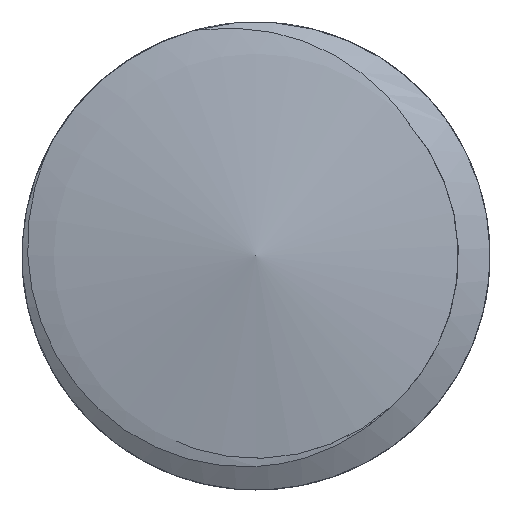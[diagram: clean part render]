
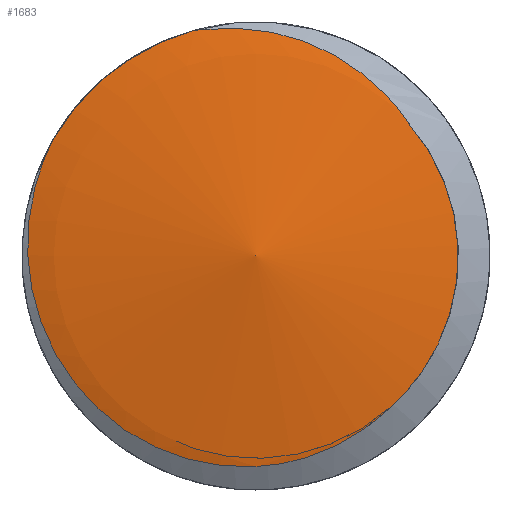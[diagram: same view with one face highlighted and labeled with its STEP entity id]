
A CAD part, left-side view. The second image highlights one B-rep face of the part: STEP entity #1683.
In plain terms, the highlighted toroidal (fillet/blend) face has major radius 2.255 mm and minor radius 32.108 mm.
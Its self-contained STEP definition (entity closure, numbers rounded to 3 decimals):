
#72 = CARTESIAN_POINT ( 'NONE',  ( 0.795, -4.656, 2.314 ) ) ;
#341 = CARTESIAN_POINT ( 'NONE',  ( 1., 5.205, 2.985 ) ) ;
#394 = ORIENTED_EDGE ( 'NONE', *, *, #7224, .F. ) ;
#505 = CARTESIAN_POINT ( 'NONE',  ( 0.946, 5.684, -1.173 ) ) ;
#554 = CARTESIAN_POINT ( 'NONE',  ( 0.813, -2.403, -4.692 ) ) ;
#603 = CARTESIAN_POINT ( 'NONE',  ( 0.795, -3.887, 3.437 ) ) ;
#639 = CARTESIAN_POINT ( 'NONE',  ( 0.795, -4.932, -1.645 ) ) ;
#739 = CARTESIAN_POINT ( 'NONE',  ( 0.795, -4.314, 2.902 ) ) ;
#787 = CARTESIAN_POINT ( 'NONE',  ( 0.795, -5.096, 1.03 ) ) ;
#1220 = CARTESIAN_POINT ( 'NONE',  ( 0.942, 5.592, -1.49 ) ) ;
#1268 = CARTESIAN_POINT ( 'NONE',  ( 0.904, 4.014, -3.959 ) ) ;
#1318 = CARTESIAN_POINT ( 'NONE',  ( 0.828, -3.222, 4.246 ) ) ;
#1352 = VERTEX_POINT ( 'NONE', #6263 ) ;
#1405 = CIRCLE ( 'NONE', #7005, 6. ) ;
#1416 = CARTESIAN_POINT ( 'NONE',  ( 0.906, -1.258, 5.501 ) ) ;
#1683 = ADVANCED_FACE ( 'NONE', ( #6424 ), #3236, .T. ) ;
#1981 = CARTESIAN_POINT ( 'NONE',  ( 0.965, 0.529, 5.865 ) ) ;
#2126 = CARTESIAN_POINT ( 'NONE',  ( 0.862, -2.415, 4.907 ) ) ;
#2212 = CARTESIAN_POINT ( 'NONE',  ( 0.795, -4.334, -2.873 ) ) ;
#2641 = CARTESIAN_POINT ( 'NONE',  ( 0.92, 4.874, -2.962 ) ) ;
#2688 = CARTESIAN_POINT ( 'NONE',  ( 0.831, -1.194, -5.211 ) ) ;
#2737 = CARTESIAN_POINT ( 'NONE',  ( 0.931, -0.508, 5.721 ) ) ;
#2771 = DIRECTION ( 'NONE',  ( 0., 0., 1. ) ) ;
#2784 = CARTESIAN_POINT ( 'NONE',  ( 0.856, 0.761, -5.396 ) ) ;
#2833 = CARTESIAN_POINT ( 'NONE',  ( 0.914, -1.013, 5.586 ) ) ;
#2963 = DIRECTION ( 'NONE',  ( 0., 0., 1. ) ) ;
#2969 = CARTESIAN_POINT ( 'NONE',  ( 0.795, -5.199, 0.022 ) ) ;
#3198 = EDGE_LOOP ( 'NONE', ( #4344, #394, #7709, #8233 ) ) ;
#3236 = TOROIDAL_SURFACE ( 'NONE', #8553, -2.255, 32.107 ) ;
#3404 = CARTESIAN_POINT ( 'NONE',  ( 0.878, 2.356, -5.011 ) ) ;
#3451 = CARTESIAN_POINT ( 'NONE',  ( 0.958, 5.847, -0.206 ) ) ;
#3532 = CARTESIAN_POINT ( 'NONE',  ( 0.795, -4.813, -1.967 ) ) ;
#3544 = CARTESIAN_POINT ( 'NONE',  ( 0.795, -3.437, -3.887 ) ) ;
#3594 = CARTESIAN_POINT ( 'NONE',  ( 0.839, -0.554, -5.352 ) ) ;
#4113 = CARTESIAN_POINT ( 'NONE',  ( 0.882, 2.656, -4.879 ) ) ;
#4163 = CARTESIAN_POINT ( 'NONE',  ( 0.891, 3.232, -4.56 ) ) ;
#4212 = CARTESIAN_POINT ( 'NONE',  ( 0.895, 3.508, -4.373 ) ) ;
#4290 = DIRECTION ( 'NONE',  ( -1., 0., 0. ) ) ;
#4296 = CARTESIAN_POINT ( 'NONE',  ( 0.795, -3.923, -3.412 ) ) ;
#4344 = ORIENTED_EDGE ( 'NONE', *, *, #9273, .F. ) ;
#4827 = CARTESIAN_POINT ( 'NONE',  ( 0.992, 5.507, 2.394 ) ) ;
#4874 = CARTESIAN_POINT ( 'NONE',  ( 0.8, -3.2, -4.12 ) ) ;
#4923 = CARTESIAN_POINT ( 'NONE',  ( 0.929, 5.21, -2.401 ) ) ;
#4958 = CARTESIAN_POINT ( 'NONE',  ( 1., 0., 0. ) ) ;
#5020 = CARTESIAN_POINT ( 'NONE',  ( 0.811, -3.574, 3.862 ) ) ;
#5106 = CARTESIAN_POINT ( 'NONE',  ( 0.795, -5.157, -0.659 ) ) ;
#5383 = VERTEX_POINT ( 'NONE', #8050 ) ;
#5538 = CARTESIAN_POINT ( 'NONE',  ( 0.97, 5.845, 0.784 ) ) ;
#5585 = CARTESIAN_POINT ( 'NONE',  ( 1., 1.57, 5.791 ) ) ;
#5635 = CARTESIAN_POINT ( 'NONE',  ( 0.804, -2.946, -4.327 ) ) ;
#5684 = CARTESIAN_POINT ( 'NONE',  ( 0.869, 1.736, -5.221 ) ) ;
#5721 = DIRECTION ( 'NONE',  ( -1., 0., 0. ) ) ;
#5770 = CARTESIAN_POINT ( 'NONE',  ( 0.795, -4.113, 3.18 ) ) ;
#6183 = VERTEX_POINT ( 'NONE', #7604 ) ;
#6233 = VERTEX_POINT ( 'NONE', #341 ) ;
#6263 = CARTESIAN_POINT ( 'NONE',  ( 0.795, -3.437, -3.887 ) ) ;
#6294 = CARTESIAN_POINT ( 'NONE',  ( 0.933, 5.354, -2.107 ) ) ;
#6343 = CARTESIAN_POINT ( 'NONE',  ( 0.817, -2.112, -4.851 ) ) ;
#6424 = FACE_OUTER_BOUND ( 'NONE', #3198, .T. ) ;
#6430 = CARTESIAN_POINT ( 'NONE',  ( 0.795, -3.693, -3.66 ) ) ;
#6443 = CARTESIAN_POINT ( 'NONE',  ( 0.916, 4.68, -3.231 ) ) ;
#6494 = CARTESIAN_POINT ( 'NONE',  ( 0.836, -3.033, 4.425 ) ) ;
#6526 = EDGE_CURVE ( 'NONE', #6183, #6233, #1405, .T. ) ;
#6530 = CARTESIAN_POINT ( 'NONE',  ( 0.795, -5.103, -0.993 ) ) ;
#6877 = B_SPLINE_CURVE_WITH_KNOTS ( 'NONE', 3,
 ( #8712, #5770, #739, #72, #8666, #7339, #787, #7142, #2969, #5106, #6530, #639, #3532, #7998, #2212, #4296, #6430, #7243 ),
 .UNSPECIFIED., .F., .F.,
 ( 4, 2, 2, 2, 2, 2, 2, 2, 4 ),
 ( 0., 0.001, 0.002, 0.003, 0.004, 0.005, 0.006, 0.007, 0.008 ),
 .UNSPECIFIED. ) ;
#7005 = AXIS2_PLACEMENT_3D ( 'NONE', #4958, #5721, #2771 ) ;
#7010 = CARTESIAN_POINT ( 'NONE',  ( 0.908, 4.249, -3.73 ) ) ;
#7059 = CARTESIAN_POINT ( 'NONE',  ( 0.94, -0.248, 5.771 ) ) ;
#7106 = CARTESIAN_POINT ( 'NONE',  ( 0.853, -2.63, 4.755 ) ) ;
#7142 = CARTESIAN_POINT ( 'NONE',  ( 0.795, -5.186, 0.361 ) ) ;
#7205 = CARTESIAN_POINT ( 'NONE',  ( 0.982, 1.048, 5.862 ) ) ;
#7224 = EDGE_CURVE ( 'NONE', #5383, #1352, #6877, .T. ) ;
#7243 = CARTESIAN_POINT ( 'NONE',  ( 0.795, -3.437, -3.887 ) ) ;
#7334 = CARTESIAN_POINT ( 'NONE',  ( 32.028, 0., 0. ) ) ;
#7339 = CARTESIAN_POINT ( 'NONE',  ( 0.795, -5.017, 1.363 ) ) ;
#7604 = CARTESIAN_POINT ( 'NONE',  ( 1., 1.57, 5.791 ) ) ;
#7709 = ORIENTED_EDGE ( 'NONE', *, *, #9400, .F. ) ;
#7723 = CARTESIAN_POINT ( 'NONE',  ( 0.983, 5.707, 1.756 ) ) ;
#7770 = CARTESIAN_POINT ( 'NONE',  ( 0.826, -1.505, -5.111 ) ) ;
#7819 = CARTESIAN_POINT ( 'NONE',  ( 0.88, -1.966, 5.179 ) ) ;
#7865 = CARTESIAN_POINT ( 'NONE',  ( 0.804, -3.739, 3.655 ) ) ;
#7998 = CARTESIAN_POINT ( 'NONE',  ( 0.795, -4.514, -2.58 ) ) ;
#8050 = CARTESIAN_POINT ( 'NONE',  ( 0.795, -3.887, 3.437 ) ) ;
#8158 = B_SPLINE_CURVE_WITH_KNOTS ( 'NONE', 3,
 ( #5585, #7205, #1981, #7059, #2737, #2833, #1416, #8531, #7819, #2126, #7106, #6494, #1318, #5020, #7865, #603 ),
 .UNSPECIFIED., .F., .F.,
 ( 4, 2, 2, 2, 2, 2, 2, 4 ),
 ( 0., 0.002, 0.002, 0.003, 0.004, 0.005, 0.005, 0.006 ),
 .UNSPECIFIED. ) ;
#8233 = ORIENTED_EDGE ( 'NONE', *, *, #6526, .T. ) ;
#8434 = CARTESIAN_POINT ( 'NONE',  ( 0.865, 1.411, -5.299 ) ) ;
#8482 = CARTESIAN_POINT ( 'NONE',  ( 1., 5.205, 2.985 ) ) ;
#8531 = CARTESIAN_POINT ( 'NONE',  ( 0.888, -1.735, 5.298 ) ) ;
#8553 = AXIS2_PLACEMENT_3D ( 'NONE', #7334, #4290, #2963 ) ;
#8666 = CARTESIAN_POINT ( 'NONE',  ( 0.795, -4.796, 2.006 ) ) ;
#8712 = CARTESIAN_POINT ( 'NONE',  ( 0.795, -3.887, 3.437 ) ) ;
#9187 = CARTESIAN_POINT ( 'NONE',  ( 0.966, 5.864, 0.456 ) ) ;
#9235 = CARTESIAN_POINT ( 'NONE',  ( 0.844, -0.223, -5.394 ) ) ;
#9273 = EDGE_CURVE ( 'NONE', #1352, #6233, #9372, .T. ) ;
#9284 = CARTESIAN_POINT ( 'NONE',  ( 0.852, 0.434, -5.415 ) ) ;
#9334 = CARTESIAN_POINT ( 'NONE',  ( 0.954, 5.811, -0.532 ) ) ;
#9372 = B_SPLINE_CURVE_WITH_KNOTS ( 'NONE', 3,
 ( #3544, #4874, #5635, #554, #6343, #7770, #2688, #3594, #9235, #9284, #2784, #8434, #5684, #3404, #4113, #4163, #4212, #1268, #7010, #6443, #2641, #4923, #6294, #1220, #505, #9334, #3451, #9187, #5538, #7723, #4827, #8482 ),
 .UNSPECIFIED., .F., .F.,
 ( 4, 2, 2, 2, 2, 2, 2, 2, 2, 2, 2, 2, 2, 2, 2, 4 ),
 ( 0., 0.001, 0.002, 0.003, 0.004, 0.005, 0.006, 0.007, 0.008, 0.009, 0.01, 0.011, 0.012, 0.013, 0.014, 0.016 ),
 .UNSPECIFIED. ) ;
#9400 = EDGE_CURVE ( 'NONE', #6183, #5383, #8158, .T. ) ;
